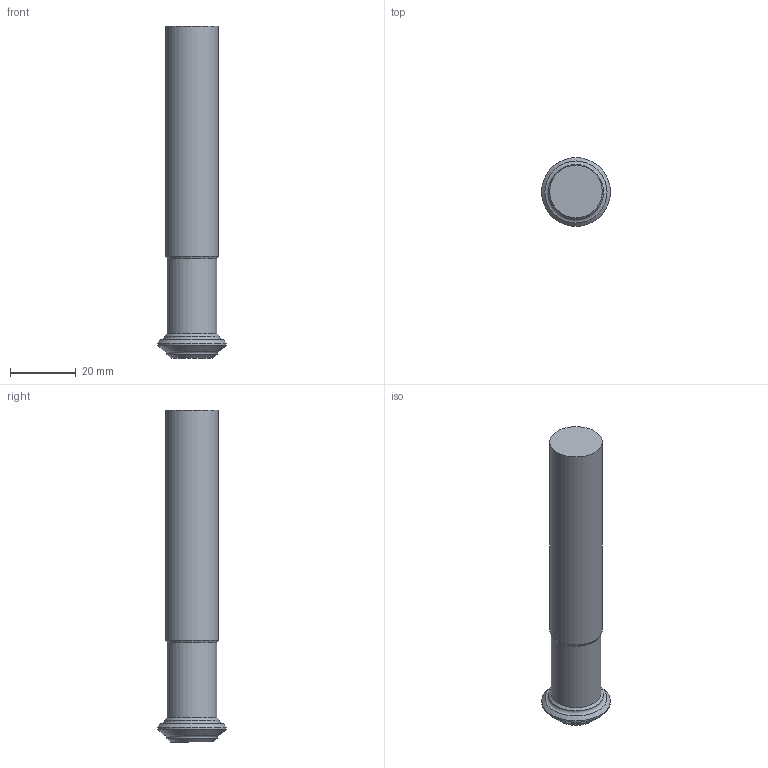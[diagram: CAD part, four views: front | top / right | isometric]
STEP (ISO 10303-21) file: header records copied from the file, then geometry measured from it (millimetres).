
FILE_DESCRIPTION((''),'1');
FILE_NAME('ST16-RC064B-30_RC06100.stp','2022-10-24T05:04:28',(''),(''),'Spatial Interop R21 SP3','Kubotek KeyCreator 2011 V10.0.2 (22737)',' ');
FILE_SCHEMA(('automotive_design'));
Length unit declared in the file: millimetre
Products named in the file (2): 241[3]; 240[2]
Bounding box: 20.95 x 20.95 x 101 mm (x, y, z)
Volume: 21325.2 mm3; surface area: 6194.5 mm2
Topology: 2 solids, 2 shells, 15 faces, 25 edges, 14 vertices
Faces by surface type: cone 6, plane 4, cylinder 3, torus 2
Full cylindrical faces by diameter (mm): 15.2 x1, 16 x1, 20.949 x1
Entity records: 584 total; most frequent: DIRECTION 60, PRESENTATION_STYLE_ASSIGNMENT 47, COLOUR_RGB 47, CARTESIAN_POINT 43, STYLED_ITEM 30, AXIS2_PLACEMENT_3D 30, CURVE_STYLE 30, DRAUGHTING_PRE_DEFINED_CURVE_FONT 30
